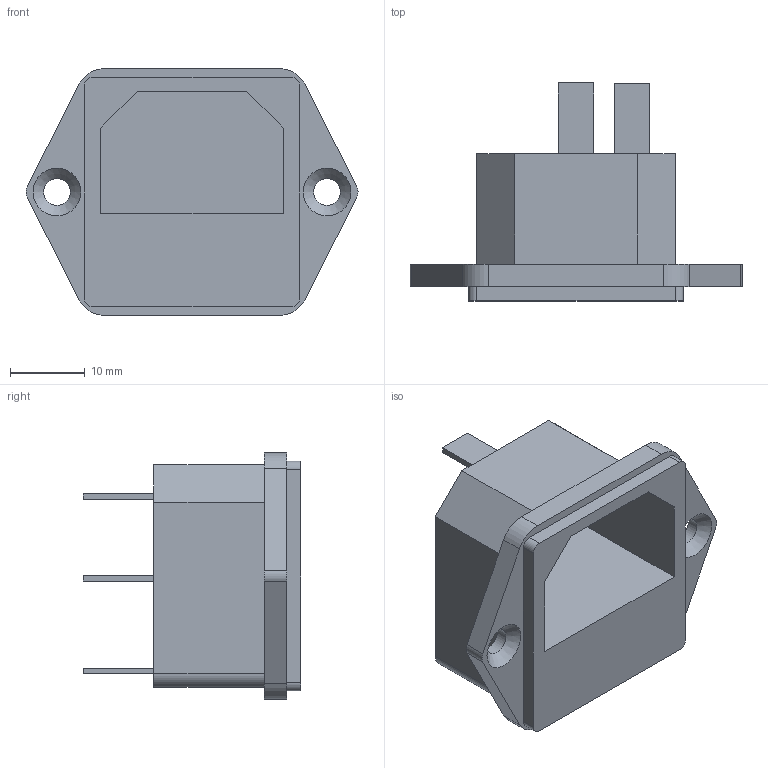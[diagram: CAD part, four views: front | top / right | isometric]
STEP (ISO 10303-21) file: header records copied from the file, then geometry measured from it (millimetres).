
FILE_DESCRIPTION(('FreeCAD Model'),'2;1');
FILE_NAME('C14 AC-03 socket with fuse.step','2021-03-05T11:55:08',('Marc Ketel'),( 'https://github.com/atoomnetmarc'),'Open CASCADE STEP processor 7.3' ,'FreeCAD','Unknown');
FILE_SCHEMA(('AUTOMOTIVE_DESIGN { 1 0 10303 214 1 1 1 1 }'));
Length unit declared in the file: millimetre
Products named in the file (1): C14_AC-03_socket_with_fuse
Bounding box: 44.55 x 29.24 x 33.1 mm (x, y, z)
Volume: 10008.5 mm3; surface area: 6271.4 mm2
Topology: 1 solids, 1 shells, 58 faces, 148 edges, 98 vertices
Faces by surface type: plane 42, cylinder 14, cone 2
Full cylindrical faces by diameter (mm): 3.6 x2
Entity records: 3767 total; most frequent: CARTESIAN_POINT 749, DIRECTION 564, LINE 382, VECTOR 382, ORIENTED_EDGE 296, PCURVE 296, DEFINITIONAL_REPRESENTATION 296, EDGE_CURVE 148
